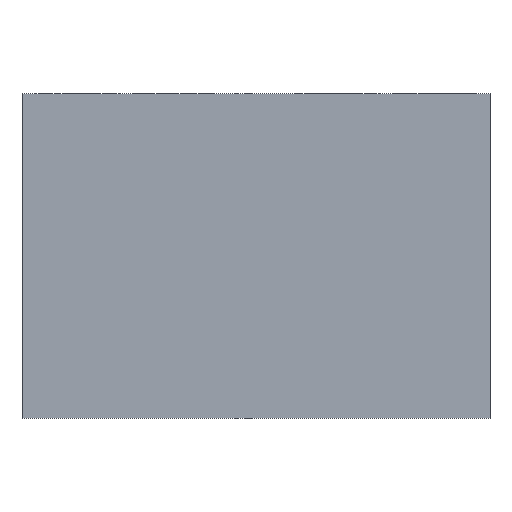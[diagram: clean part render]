
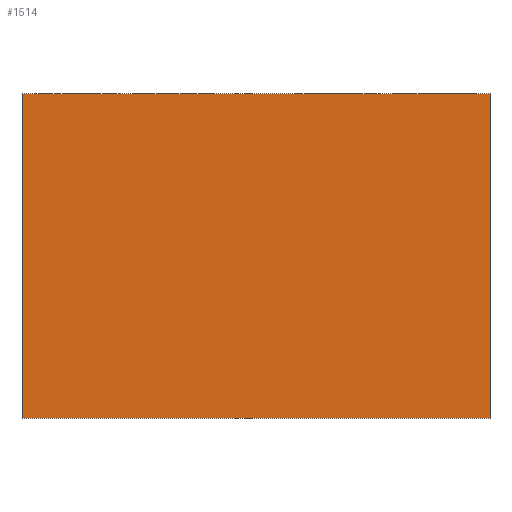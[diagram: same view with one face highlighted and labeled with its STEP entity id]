
A CAD part, front view. The second image highlights one B-rep face of the part: STEP entity #1514.
In plain terms, the highlighted planar face has unit normal (0, -1, 0).
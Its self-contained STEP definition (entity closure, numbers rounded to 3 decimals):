
#80=PLANE($,#1655);
#162=FACE_OUTER_BOUND($,#252,.T.);
#252=EDGE_LOOP($,(#1388,#1389,#1390,#1391));
#409=LINE($,#2519,#565);
#411=LINE($,#2523,#567);
#412=LINE($,#2525,#568);
#413=LINE($,#2526,#569);
#565=VECTOR($,#2078,24.);
#567=VECTOR($,#2082,34.605);
#568=VECTOR($,#2083,24.);
#569=VECTOR($,#2084,34.605);
#768=VERTEX_POINT($,#2516);
#769=VERTEX_POINT($,#2518);
#770=VERTEX_POINT($,#2522);
#771=VERTEX_POINT($,#2524);
#977=EDGE_CURVE($,#769,#768,#409,.T.);
#979=EDGE_CURVE($,#768,#770,#411,.T.);
#980=EDGE_CURVE($,#771,#770,#412,.T.);
#981=EDGE_CURVE($,#771,#769,#413,.T.);
#1388=ORIENTED_EDGE($,*,*,#979,.T.);
#1389=ORIENTED_EDGE($,*,*,#980,.F.);
#1390=ORIENTED_EDGE($,*,*,#981,.T.);
#1391=ORIENTED_EDGE($,*,*,#977,.T.);
#1514=ADVANCED_FACE($,(#162),#80,.T.);
#1655=AXIS2_PLACEMENT_3D($,#2521,#2080,#2081);
#2078=DIRECTION($,(0.,0.,1.));
#2080=DIRECTION('center_axis',(0.,-1.,0.));
#2081=DIRECTION('ref_axis',(0.,0.,-1.));
#2082=DIRECTION($,(-1.,0.,0.));
#2083=DIRECTION($,(0.,0.,1.));
#2084=DIRECTION($,(1.,0.,0.));
#2516=CARTESIAN_POINT('',(34.605,-3.981,24.));
#2518=CARTESIAN_POINT('',(34.605,-3.981,0.));
#2519=CARTESIAN_POINT($,(34.605,-3.981,0.));
#2521=CARTESIAN_POINT('Origin',(34.605,-3.981,0.));
#2522=CARTESIAN_POINT('',(0.,-3.981,24.));
#2523=CARTESIAN_POINT($,(0.,-3.981,24.));
#2524=CARTESIAN_POINT('',(0.,-3.981,0.));
#2525=CARTESIAN_POINT($,(0.,-3.981,0.));
#2526=CARTESIAN_POINT($,(0.,-3.981,0.));
